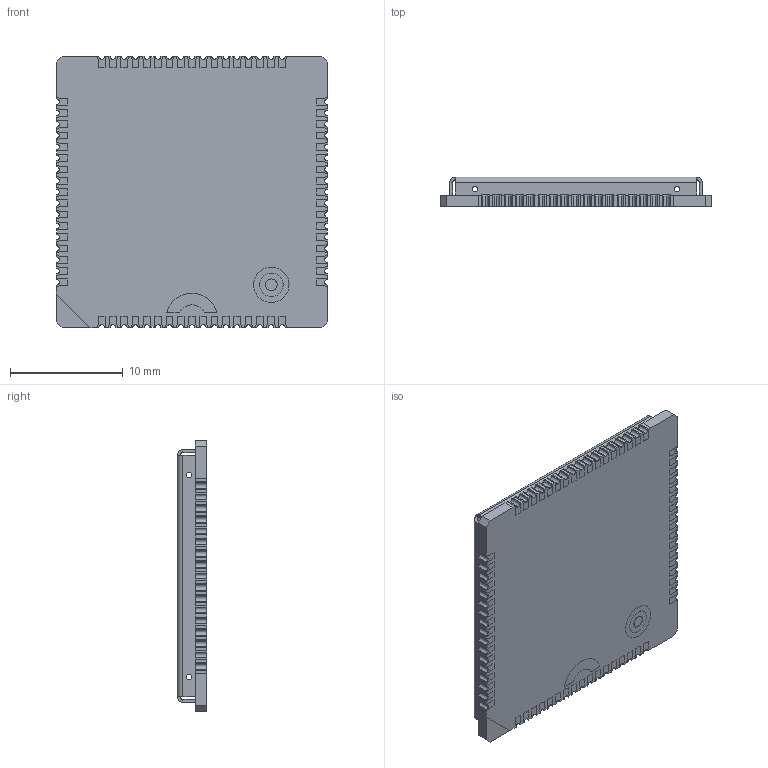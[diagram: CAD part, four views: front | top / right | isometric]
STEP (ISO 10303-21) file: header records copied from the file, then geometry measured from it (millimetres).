
FILE_DESCRIPTION (( 'STEP AP214' ), '1' );
FILE_NAME ('sim800.STEP', '2018-05-05T01:38:24', ( '' ), ( '' ), 'SwSTEP 2.0', 'SolidWorks 2018', '' );
FILE_SCHEMA (( 'AUTOMOTIVE_DESIGN' ));
Length unit declared in the file: millimetre
Products named in the file (3): Cage; sim800; PCB
Assembly tree (2 placements, depth 2):
  sim800
    PCB
    Cage
Bounding box: 24 x 2.61 x 24 mm (x, y, z)
Volume: 718.9 mm3; surface area: 2483.5 mm2
Topology: 2 solids, 2 shells, 1348 faces, 3985 edges, 2646 vertices
Faces by surface type: plane 1213, cylinder 127, bspline 8
Entity records: 45715 total; most frequent: CARTESIAN_POINT 8248, ORIENTED_EDGE 7970, DIRECTION 6897, EDGE_CURVE 3985, LINE 3731, VECTOR 3731, VERTEX_POINT 2646, AXIS2_PLACEMENT_3D 1583
